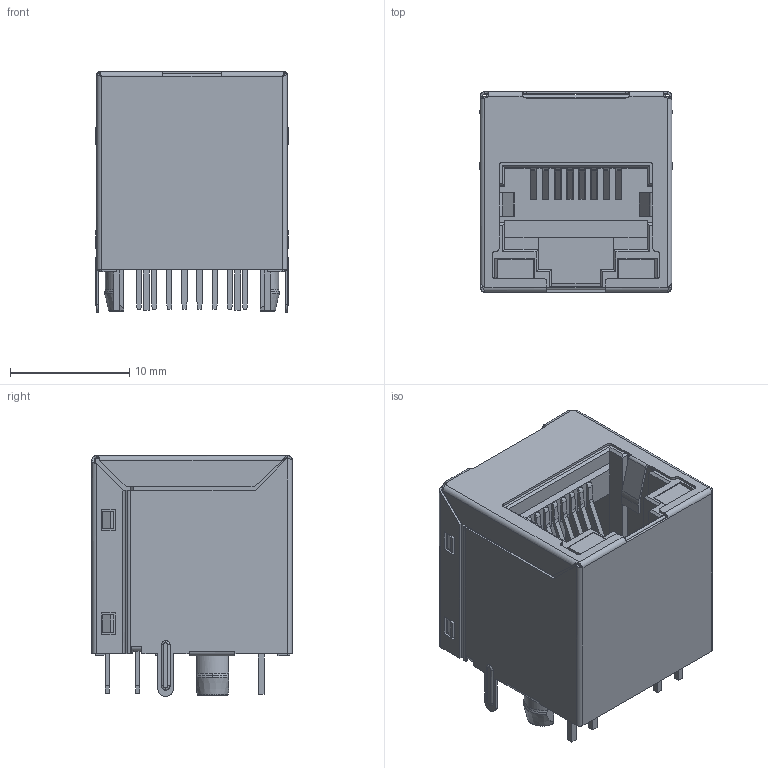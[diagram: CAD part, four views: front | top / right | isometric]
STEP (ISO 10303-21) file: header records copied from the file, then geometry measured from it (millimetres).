
FILE_DESCRIPTION (( 'STEP AP214' ), '1' );
FILE_NAME ('TMJD4622BDNL.STEP', '2022-11-04T10:29:38', ( '' ), ( '' ), 'SwSTEP 2.0', 'SolidWorks 2022', '' );
FILE_SCHEMA (( 'AUTOMOTIVE_DESIGN' ));
Length unit declared in the file: millimetre
Products named in the file (1): TMJD4622BDNL
Bounding box: 16.2 x 16.82 x 20.2 mm (x, y, z)
Surface area: 6425.8 mm2 (no closed solid volume)
Topology: 0 solids, 6 shells, 1691 faces, 4618 edges, 2984 vertices
Faces by surface type: plane 1287, cylinder 216, bspline 166, torus 16, sphere 4, cone 2
Entity records: 61389 total; most frequent: CARTESIAN_POINT 26903, ORIENTED_EDGE 9232, EDGE_CURVE 4618, B_SPLINE_CURVE_WITH_KNOTS 3895, DIRECTION 3756, VERTEX_POINT 2984, EDGE_LOOP 1808, FACE_OUTER_BOUND 1691
